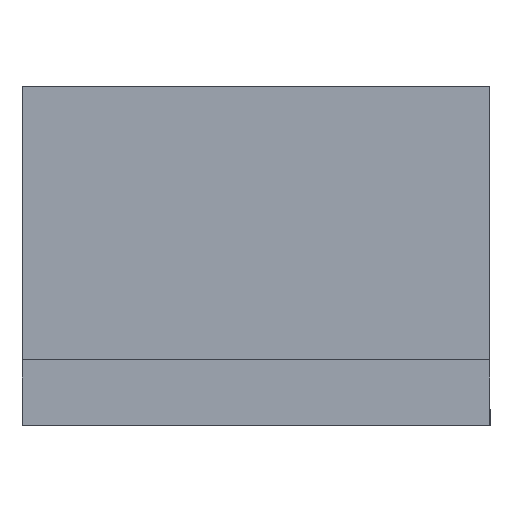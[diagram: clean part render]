
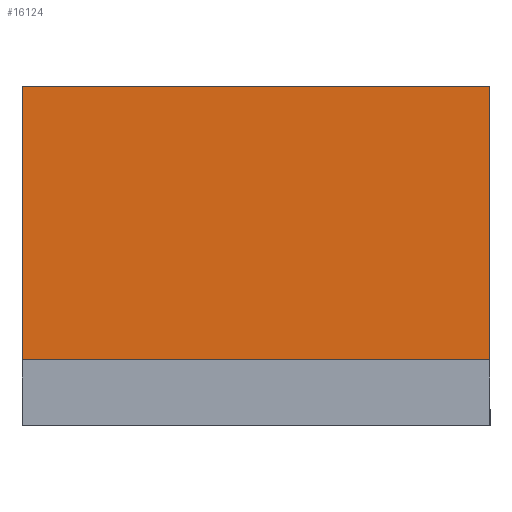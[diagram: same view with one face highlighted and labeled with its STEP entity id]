
A CAD part, left-side view. The second image highlights one B-rep face of the part: STEP entity #16124.
In plain terms, the highlighted planar face has unit normal (-1, 0, 0).
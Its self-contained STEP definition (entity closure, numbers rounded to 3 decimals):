
#252=PLANE('',#17258);
#1230=LINE('',#24292,#2316);
#1233=LINE('',#24298,#2319);
#1234=LINE('',#24300,#2320);
#1235=LINE('',#24302,#2321);
#2316=VECTOR('',#20029,1000.);
#2319=VECTOR('',#20034,1000.);
#2320=VECTOR('',#20035,1000.);
#2321=VECTOR('',#20036,1000.);
#5646=ORIENTED_EDGE('',*,*,#8210,.T.);
#5647=ORIENTED_EDGE('',*,*,#8211,.F.);
#5648=ORIENTED_EDGE('',*,*,#8212,.F.);
#5649=ORIENTED_EDGE('',*,*,#8207,.T.);
#8207=EDGE_CURVE('',#9603,#9602,#1230,.T.);
#8210=EDGE_CURVE('',#9602,#9605,#1233,.T.);
#8211=EDGE_CURVE('',#9606,#9605,#1234,.T.);
#8212=EDGE_CURVE('',#9603,#9606,#1235,.T.);
#9602=VERTEX_POINT('',#24291);
#9603=VERTEX_POINT('',#24293);
#9605=VERTEX_POINT('',#24299);
#9606=VERTEX_POINT('',#24301);
#11047=EDGE_LOOP('',(#5646,#5647,#5648,#5649));
#11822=FACE_BOUND('',#11047,.T.);
#16124=ADVANCED_FACE('',(#11822),#252,.F.);
#17258=AXIS2_PLACEMENT_3D('',#24297,#20032,#20033);
#20029=DIRECTION('',(0.,0.,1.));
#20032=DIRECTION('',(1.,0.,0.));
#20033=DIRECTION('',(0.,0.,-1.));
#20034=DIRECTION('',(0.,1.,0.));
#20035=DIRECTION('',(0.,0.,1.));
#20036=DIRECTION('',(0.,1.,0.));
#24291=CARTESIAN_POINT('',(-17.28,2.04,0.));
#24292=CARTESIAN_POINT('',(-17.28,2.04,-14.48));
#24293=CARTESIAN_POINT('',(-17.28,2.04,-14.48));
#24297=CARTESIAN_POINT('',(-17.28,10.5,-14.48));
#24298=CARTESIAN_POINT('',(-17.28,10.5,0.));
#24299=CARTESIAN_POINT('',(-17.28,10.5,0.));
#24300=CARTESIAN_POINT('',(-17.28,10.5,-14.48));
#24301=CARTESIAN_POINT('',(-17.28,10.5,-14.48));
#24302=CARTESIAN_POINT('',(-17.28,10.5,-14.48));
